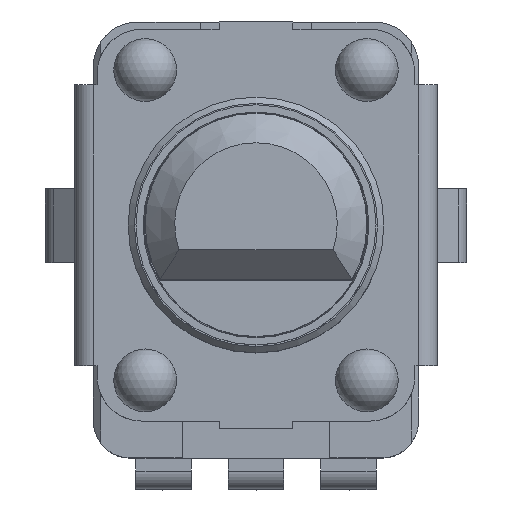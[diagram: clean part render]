
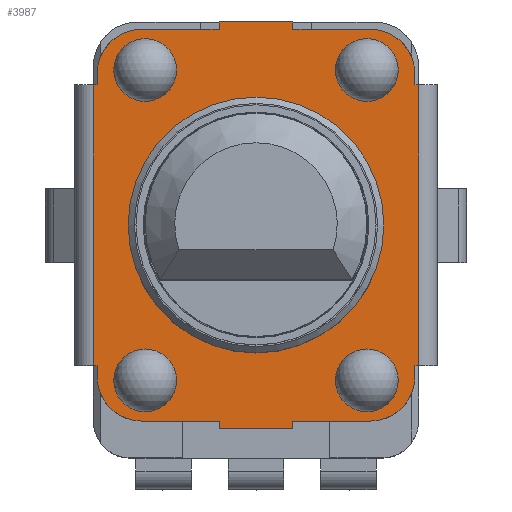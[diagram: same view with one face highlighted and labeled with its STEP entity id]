
A CAD part, top view. The second image highlights one B-rep face of the part: STEP entity #3987.
In plain terms, the highlighted planar face has unit normal (0, 0, 1).
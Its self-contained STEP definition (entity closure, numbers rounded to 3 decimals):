
#103=FACE_BOUND('',#534,.T.);
#104=FACE_BOUND('',#535,.T.);
#105=FACE_BOUND('',#536,.T.);
#106=FACE_BOUND('',#537,.T.);
#107=FACE_BOUND('',#538,.T.);
#149=CIRCLE('',#4243,1.2);
#150=CIRCLE('',#4244,1.2);
#151=CIRCLE('',#4245,1.2);
#152=CIRCLE('',#4246,1.2);
#153=CIRCLE('',#4247,3.46);
#154=CIRCLE('',#4248,3.46);
#155=CIRCLE('',#4249,0.85);
#156=CIRCLE('',#4250,0.85);
#157=CIRCLE('',#4251,0.85);
#158=CIRCLE('',#4252,0.85);
#317=FACE_OUTER_BOUND('',#533,.T.);
#533=EDGE_LOOP('',(#2576,#2577,#2578,#2579,#2580,#2581,#2582,#2583,#2584,
#2585,#2586,#2587,#2588,#2589,#2590,#2591,#2592,#2593,#2594,#2595,#2596,
#2597,#2598,#2599));
#534=EDGE_LOOP('',(#2600,#2601));
#535=EDGE_LOOP('',(#2602));
#536=EDGE_LOOP('',(#2603));
#537=EDGE_LOOP('',(#2604));
#538=EDGE_LOOP('',(#2605));
#784=LINE('',#5901,#1179);
#789=LINE('',#5915,#1184);
#790=LINE('',#5917,#1185);
#791=LINE('',#5919,#1186);
#792=LINE('',#5921,#1187);
#793=LINE('',#5925,#1188);
#794=LINE('',#5927,#1189);
#795=LINE('',#5929,#1190);
#796=LINE('',#5931,#1191);
#797=LINE('',#5933,#1192);
#798=LINE('',#5937,#1193);
#799=LINE('',#5939,#1194);
#800=LINE('',#5940,#1195);
#801=LINE('',#5942,#1196);
#802=LINE('',#5946,#1197);
#803=LINE('',#5948,#1198);
#804=LINE('',#5950,#1199);
#805=LINE('',#5952,#1200);
#806=LINE('',#5954,#1201);
#807=LINE('',#5957,#1202);
#1179=VECTOR('',#4717,1000.);
#1184=VECTOR('',#4728,1000.);
#1185=VECTOR('',#4729,1000.);
#1186=VECTOR('',#4730,1000.);
#1187=VECTOR('',#4731,1000.);
#1188=VECTOR('',#4734,1000.);
#1189=VECTOR('',#4735,1000.);
#1190=VECTOR('',#4736,1000.);
#1191=VECTOR('',#4737,1000.);
#1192=VECTOR('',#4738,1000.);
#1193=VECTOR('',#4741,1000.);
#1194=VECTOR('',#4742,1000.);
#1195=VECTOR('',#4743,1000.);
#1196=VECTOR('',#4744,1000.);
#1197=VECTOR('',#4747,1000.);
#1198=VECTOR('',#4748,1000.);
#1199=VECTOR('',#4749,1000.);
#1200=VECTOR('',#4750,1000.);
#1201=VECTOR('',#4751,1000.);
#1202=VECTOR('',#4754,1000.);
#1596=VERTEX_POINT('',#5899);
#1597=VERTEX_POINT('',#5900);
#1602=VERTEX_POINT('',#5913);
#1603=VERTEX_POINT('',#5914);
#1604=VERTEX_POINT('',#5916);
#1605=VERTEX_POINT('',#5918);
#1606=VERTEX_POINT('',#5920);
#1607=VERTEX_POINT('',#5922);
#1608=VERTEX_POINT('',#5924);
#1609=VERTEX_POINT('',#5926);
#1610=VERTEX_POINT('',#5928);
#1611=VERTEX_POINT('',#5930);
#1612=VERTEX_POINT('',#5932);
#1613=VERTEX_POINT('',#5934);
#1614=VERTEX_POINT('',#5936);
#1615=VERTEX_POINT('',#5938);
#1616=VERTEX_POINT('',#5941);
#1617=VERTEX_POINT('',#5943);
#1618=VERTEX_POINT('',#5945);
#1619=VERTEX_POINT('',#5947);
#1620=VERTEX_POINT('',#5949);
#1621=VERTEX_POINT('',#5951);
#1622=VERTEX_POINT('',#5953);
#1623=VERTEX_POINT('',#5955);
#1624=VERTEX_POINT('',#5958);
#1625=VERTEX_POINT('',#5959);
#1626=VERTEX_POINT('',#5962);
#1627=VERTEX_POINT('',#5964);
#1628=VERTEX_POINT('',#5966);
#1629=VERTEX_POINT('',#5968);
#1989=EDGE_CURVE('',#1596,#1597,#784,.T.);
#1996=EDGE_CURVE('',#1602,#1603,#789,.T.);
#1997=EDGE_CURVE('',#1603,#1604,#790,.T.);
#1998=EDGE_CURVE('',#1604,#1605,#791,.T.);
#1999=EDGE_CURVE('',#1605,#1606,#792,.T.);
#2000=EDGE_CURVE('',#1606,#1607,#149,.T.);
#2001=EDGE_CURVE('',#1607,#1608,#793,.T.);
#2002=EDGE_CURVE('',#1608,#1609,#794,.T.);
#2003=EDGE_CURVE('',#1609,#1610,#795,.T.);
#2004=EDGE_CURVE('',#1610,#1611,#796,.T.);
#2005=EDGE_CURVE('',#1611,#1612,#797,.T.);
#2006=EDGE_CURVE('',#1612,#1613,#150,.T.);
#2007=EDGE_CURVE('',#1613,#1614,#798,.T.);
#2008=EDGE_CURVE('',#1614,#1615,#799,.T.);
#2009=EDGE_CURVE('',#1615,#1596,#800,.T.);
#2010=EDGE_CURVE('',#1597,#1616,#801,.T.);
#2011=EDGE_CURVE('',#1616,#1617,#151,.T.);
#2012=EDGE_CURVE('',#1617,#1618,#802,.T.);
#2013=EDGE_CURVE('',#1618,#1619,#803,.T.);
#2014=EDGE_CURVE('',#1619,#1620,#804,.T.);
#2015=EDGE_CURVE('',#1620,#1621,#805,.T.);
#2016=EDGE_CURVE('',#1621,#1622,#806,.T.);
#2017=EDGE_CURVE('',#1622,#1623,#152,.T.);
#2018=EDGE_CURVE('',#1623,#1602,#807,.T.);
#2019=EDGE_CURVE('',#1624,#1625,#153,.T.);
#2020=EDGE_CURVE('',#1625,#1624,#154,.T.);
#2021=EDGE_CURVE('',#1626,#1626,#155,.T.);
#2022=EDGE_CURVE('',#1627,#1627,#156,.T.);
#2023=EDGE_CURVE('',#1628,#1628,#157,.T.);
#2024=EDGE_CURVE('',#1629,#1629,#158,.T.);
#2576=ORIENTED_EDGE('',*,*,#1996,.T.);
#2577=ORIENTED_EDGE('',*,*,#1997,.T.);
#2578=ORIENTED_EDGE('',*,*,#1998,.T.);
#2579=ORIENTED_EDGE('',*,*,#1999,.T.);
#2580=ORIENTED_EDGE('',*,*,#2000,.T.);
#2581=ORIENTED_EDGE('',*,*,#2001,.T.);
#2582=ORIENTED_EDGE('',*,*,#2002,.T.);
#2583=ORIENTED_EDGE('',*,*,#2003,.T.);
#2584=ORIENTED_EDGE('',*,*,#2004,.T.);
#2585=ORIENTED_EDGE('',*,*,#2005,.T.);
#2586=ORIENTED_EDGE('',*,*,#2006,.T.);
#2587=ORIENTED_EDGE('',*,*,#2007,.T.);
#2588=ORIENTED_EDGE('',*,*,#2008,.T.);
#2589=ORIENTED_EDGE('',*,*,#2009,.T.);
#2590=ORIENTED_EDGE('',*,*,#1989,.T.);
#2591=ORIENTED_EDGE('',*,*,#2010,.T.);
#2592=ORIENTED_EDGE('',*,*,#2011,.T.);
#2593=ORIENTED_EDGE('',*,*,#2012,.T.);
#2594=ORIENTED_EDGE('',*,*,#2013,.T.);
#2595=ORIENTED_EDGE('',*,*,#2014,.T.);
#2596=ORIENTED_EDGE('',*,*,#2015,.T.);
#2597=ORIENTED_EDGE('',*,*,#2016,.T.);
#2598=ORIENTED_EDGE('',*,*,#2017,.T.);
#2599=ORIENTED_EDGE('',*,*,#2018,.T.);
#2600=ORIENTED_EDGE('',*,*,#2019,.T.);
#2601=ORIENTED_EDGE('',*,*,#2020,.T.);
#2602=ORIENTED_EDGE('',*,*,#2021,.T.);
#2603=ORIENTED_EDGE('',*,*,#2022,.T.);
#2604=ORIENTED_EDGE('',*,*,#2023,.T.);
#2605=ORIENTED_EDGE('',*,*,#2024,.T.);
#3644=PLANE('',#4242);
#3987=ADVANCED_FACE('',(#317,#103,#104,#105,#106,#107),#3644,.T.);
#4242=AXIS2_PLACEMENT_3D('',#5912,#4726,#4727);
#4243=AXIS2_PLACEMENT_3D('',#5923,#4732,#4733);
#4244=AXIS2_PLACEMENT_3D('',#5935,#4739,#4740);
#4245=AXIS2_PLACEMENT_3D('',#5944,#4745,#4746);
#4246=AXIS2_PLACEMENT_3D('',#5956,#4752,#4753);
#4247=AXIS2_PLACEMENT_3D('',#5960,#4755,#4756);
#4248=AXIS2_PLACEMENT_3D('',#5961,#4757,#4758);
#4249=AXIS2_PLACEMENT_3D('',#5963,#4759,#4760);
#4250=AXIS2_PLACEMENT_3D('',#5965,#4761,#4762);
#4251=AXIS2_PLACEMENT_3D('',#5967,#4763,#4764);
#4252=AXIS2_PLACEMENT_3D('',#5969,#4765,#4766);
#4717=DIRECTION('',(1.,0.,0.));
#4726=DIRECTION('center_axis',(0.,0.,
1.));
#4727=DIRECTION('ref_axis',(1.,0.,0.));
#4728=DIRECTION('',(1.,0.,0.));
#4729=DIRECTION('',(0.,1.,0.));
#4730=DIRECTION('',(-1.,0.,0.));
#4731=DIRECTION('',(0.,1.,0.));
#4732=DIRECTION('center_axis',(0.,0.,1.));
#4733=DIRECTION('ref_axis',(0.,1.,0.));
#4734=DIRECTION('',(-1.,0.,0.));
#4735=DIRECTION('',(0.,1.,0.));
#4736=DIRECTION('',(-1.,0.,0.));
#4737=DIRECTION('',(0.,-1.,0.));
#4738=DIRECTION('',(-1.,0.,0.));
#4739=DIRECTION('center_axis',(0.,0.,1.));
#4740=DIRECTION('ref_axis',(0.,1.,0.));
#4741=DIRECTION('',(0.,-1.,0.));
#4742=DIRECTION('',(-1.,0.,0.));
#4743=DIRECTION('',(0.,-1.,0.));
#4744=DIRECTION('',(0.,-1.,0.));
#4745=DIRECTION('center_axis',(0.,0.,1.));
#4746=DIRECTION('ref_axis',(0.,1.,0.));
#4747=DIRECTION('',(1.,0.,0.));
#4748=DIRECTION('',(0.,-1.,0.));
#4749=DIRECTION('',(1.,0.,0.));
#4750=DIRECTION('',(0.,1.,0.));
#4751=DIRECTION('',(1.,0.,0.));
#4752=DIRECTION('center_axis',(0.,0.,1.));
#4753=DIRECTION('ref_axis',(0.,1.,0.));
#4754=DIRECTION('',(0.,1.,0.));
#4755=DIRECTION('center_axis',(0.,0.,-1.));
#4756=DIRECTION('ref_axis',(1.,0.,0.));
#4757=DIRECTION('center_axis',(0.,0.,-1.));
#4758=DIRECTION('ref_axis',(1.,0.,0.));
#4759=DIRECTION('center_axis',(0.,0.,-1.));
#4760=DIRECTION('ref_axis',(1.,0.,0.));
#4761=DIRECTION('center_axis',(0.,0.,-1.));
#4762=DIRECTION('ref_axis',(-1.,0.,0.));
#4763=DIRECTION('center_axis',(0.,0.,-1.));
#4764=DIRECTION('ref_axis',(1.,0.,0.));
#4765=DIRECTION('center_axis',(0.,0.,-1.));
#4766=DIRECTION('ref_axis',(1.,0.,0.));
#5899=CARTESIAN_POINT('',(-4.4,-3.571,6.91));
#5900=CARTESIAN_POINT('',(-4.3,-3.571,6.91));
#5901=CARTESIAN_POINT('',(-4.3,-3.571,6.91));
#5912=CARTESIAN_POINT('Origin',(4.3,4.029,6.91));
#5913=CARTESIAN_POINT('',(4.3,-3.571,6.91));
#5914=CARTESIAN_POINT('',(4.4,-3.571,6.91));
#5915=CARTESIAN_POINT('',(4.9,-3.571,6.91));
#5916=CARTESIAN_POINT('',(4.4,4.029,6.91));
#5917=CARTESIAN_POINT('',(4.4,4.029,6.91));
#5918=CARTESIAN_POINT('',(4.3,4.029,6.91));
#5919=CARTESIAN_POINT('',(4.9,4.029,6.91));
#5920=CARTESIAN_POINT('',(4.3,4.329,6.91));
#5921=CARTESIAN_POINT('',(4.3,4.029,6.91));
#5922=CARTESIAN_POINT('',(3.1,5.529,6.91));
#5923=CARTESIAN_POINT('Origin',(3.1,4.329,6.91));
#5924=CARTESIAN_POINT('',(1.,5.529,6.91));
#5925=CARTESIAN_POINT('',(4.3,5.529,6.91));
#5926=CARTESIAN_POINT('',(1.,5.729,6.91));
#5927=CARTESIAN_POINT('',(1.,5.529,6.91));
#5928=CARTESIAN_POINT('',(-1.,5.729,6.91));
#5929=CARTESIAN_POINT('',(1.,5.729,6.91));
#5930=CARTESIAN_POINT('',(-1.,5.529,6.91));
#5931=CARTESIAN_POINT('',(-1.,5.529,6.91));
#5932=CARTESIAN_POINT('',(-3.1,5.529,6.91));
#5933=CARTESIAN_POINT('',(-1.,5.529,6.91));
#5934=CARTESIAN_POINT('',(-4.3,4.329,6.91));
#5935=CARTESIAN_POINT('Origin',(-3.1,4.329,6.91));
#5936=CARTESIAN_POINT('',(-4.3,4.029,6.91));
#5937=CARTESIAN_POINT('',(-4.3,4.029,6.91));
#5938=CARTESIAN_POINT('',(-4.4,4.029,6.91));
#5939=CARTESIAN_POINT('',(-4.3,4.029,6.91));
#5940=CARTESIAN_POINT('',(-4.4,4.029,6.91));
#5941=CARTESIAN_POINT('',(-4.3,-3.871,6.91));
#5942=CARTESIAN_POINT('',(-4.3,-5.071,6.91));
#5943=CARTESIAN_POINT('',(-3.1,-5.071,6.91));
#5944=CARTESIAN_POINT('Origin',(-3.1,-3.871,6.91));
#5945=CARTESIAN_POINT('',(-1.,-5.071,6.91));
#5946=CARTESIAN_POINT('',(-1.,-5.071,6.91));
#5947=CARTESIAN_POINT('',(-1.,-5.271,6.91));
#5948=CARTESIAN_POINT('',(-1.,-5.271,6.91));
#5949=CARTESIAN_POINT('',(1.,-5.271,6.91));
#5950=CARTESIAN_POINT('',(1.,-5.271,6.91));
#5951=CARTESIAN_POINT('',(1.,-5.071,6.91));
#5952=CARTESIAN_POINT('',(1.,-5.271,6.91));
#5953=CARTESIAN_POINT('',(3.1,-5.071,6.91));
#5954=CARTESIAN_POINT('',(4.3,-5.071,6.91));
#5955=CARTESIAN_POINT('',(4.3,-3.871,6.91));
#5956=CARTESIAN_POINT('Origin',(3.1,-3.871,6.91));
#5957=CARTESIAN_POINT('',(4.3,-5.071,6.91));
#5958=CARTESIAN_POINT('',(3.46,0.229,6.91));
#5959=CARTESIAN_POINT('',(-3.46,0.229,6.91));
#5960=CARTESIAN_POINT('Origin',(0.,0.229,6.91));
#5961=CARTESIAN_POINT('Origin',(0.,0.229,6.91));
#5962=CARTESIAN_POINT('',(-2.15,4.429,6.91));
#5963=CARTESIAN_POINT('Origin',(-3.,4.429,6.91));
#5964=CARTESIAN_POINT('',(2.15,4.429,6.91));
#5965=CARTESIAN_POINT('Origin',(3.,4.429,6.91));
#5966=CARTESIAN_POINT('',(-2.15,-3.971,6.91));
#5967=CARTESIAN_POINT('Origin',(-3.,-3.971,6.91));
#5968=CARTESIAN_POINT('',(3.85,-3.971,6.91));
#5969=CARTESIAN_POINT('Origin',(3.,-3.971,6.91));
